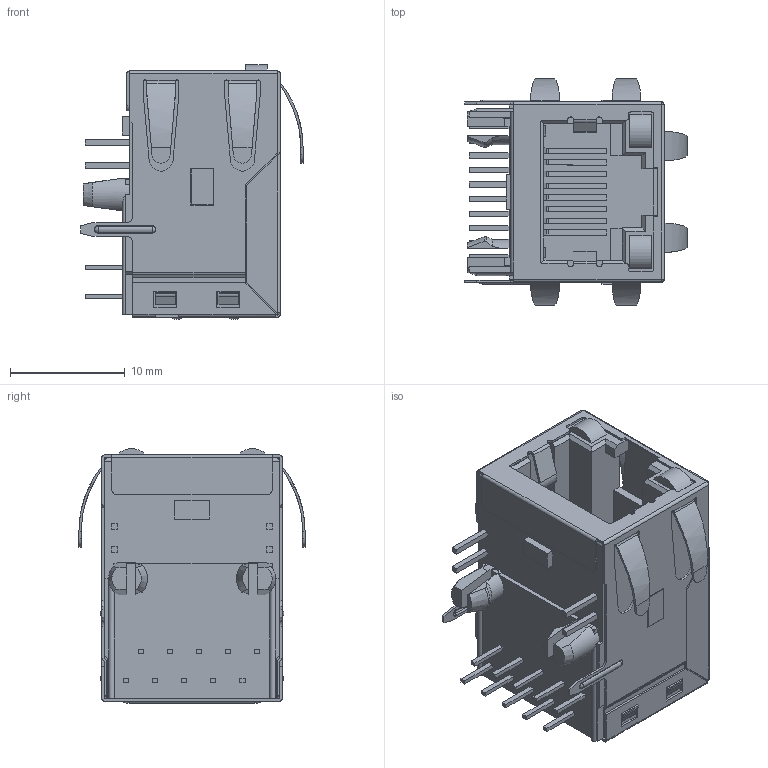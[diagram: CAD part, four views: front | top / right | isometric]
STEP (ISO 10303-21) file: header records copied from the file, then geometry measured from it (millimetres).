
FILE_DESCRIPTION(/* description */ (''),/* implementation_level */ '2;1');
FILE_NAME(/* name */ 'JD1-0001NL.step',/* time_stamp */ '2020-07-12T21:09:36+10:00',/* author */ (''),/* organization */ (''),/* preprocessor_version */ 'ST-DEVELOPER v18.1',/* originating_system */ 'Autodesk Translation Framework v9.3.0.1241',/* authorisation */ '');
FILE_SCHEMA (('AUTOMOTIVE_DESIGN { 1 0 10303 214 3 1 1 }'));
Length unit declared in the file: millimetre
Products named in the file (2): JD1-0001NL (1); COMPOUND (1) (1)
Assembly tree (1 placements, depth 2):
  JD1-0001NL (1)
    COMPOUND (1) (1)
Bounding box: 19.4 x 19.75 x 22.25 mm (x, y, z)
Volume: 3513.3 mm3; surface area: 5202 mm2
Topology: 2 solids, 2 shells, 1004 faces, 2755 edges, 1751 vertices
Faces by surface type: plane 645, cylinder 259, bspline 64, sphere 18, torus 12, cone 6
Entity records: 33683 total; most frequent: CARTESIAN_POINT 7842, ORIENTED_EDGE 5506, DIRECTION 5102, EDGE_CURVE 2753, LINE 2052, VECTOR 2052, VERTEX_POINT 1751, AXIS2_PLACEMENT_3D 1525
